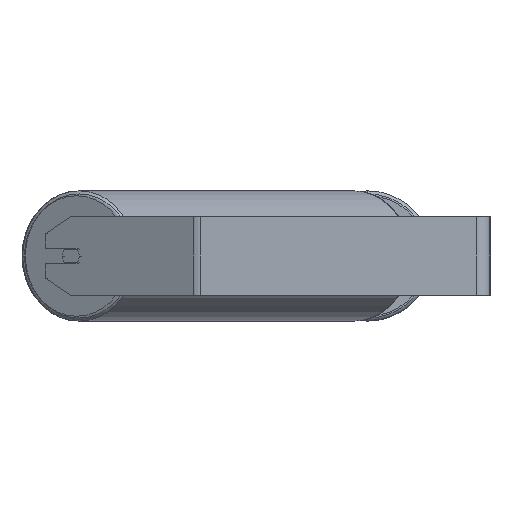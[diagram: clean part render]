
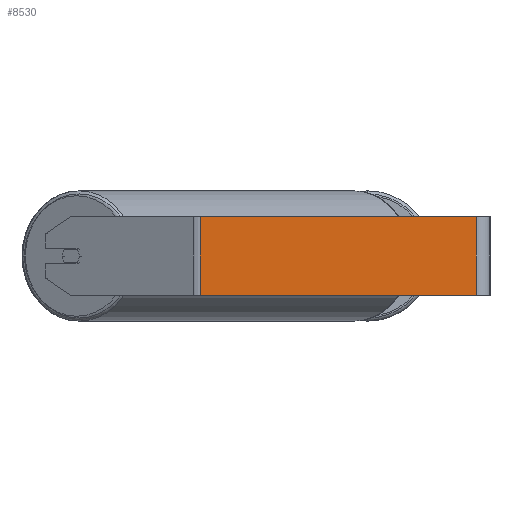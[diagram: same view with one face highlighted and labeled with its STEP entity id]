
A CAD part, left-side view. The second image highlights one B-rep face of the part: STEP entity #8530.
In plain terms, the highlighted planar face has unit normal (-1, 0, 0).
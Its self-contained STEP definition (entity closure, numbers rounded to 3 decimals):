
#911 = CARTESIAN_POINT ( 'NONE',  ( -900., 299.502, -40. ) ) ;
#1130 = ORIENTED_EDGE ( 'NONE', *, *, #3194, .T. ) ;
#1360 = DIRECTION ( 'NONE',  ( 0., -1., 0. ) ) ;
#1576 = LINE ( 'NONE', #2284, #7151 ) ;
#1846 = EDGE_CURVE ( 'NONE', #5465, #5196, #4284, .T. ) ;
#2026 = VECTOR ( 'NONE', #3614, 1000. ) ;
#2221 = EDGE_CURVE ( 'NONE', #5869, #5196, #1576, .T. ) ;
#2234 = VERTEX_POINT ( 'NONE', #7591 ) ;
#2284 = CARTESIAN_POINT ( 'NONE',  ( -900., 14., 40. ) ) ;
#2369 = ORIENTED_EDGE ( 'NONE', *, *, #2221, .F. ) ;
#2387 = PLANE ( 'NONE',  #8468 ) ;
#2446 = CARTESIAN_POINT ( 'NONE',  ( -900., 295.75, -40. ) ) ;
#2734 = LINE ( 'NONE', #4055, #6897 ) ;
#3194 = EDGE_CURVE ( 'NONE', #2234, #5465, #8430, .T. ) ;
#3614 = DIRECTION ( 'NONE',  ( 0., -1., 0. ) ) ;
#4055 = CARTESIAN_POINT ( 'NONE',  ( -900., 299.502, 40. ) ) ;
#4144 = EDGE_LOOP ( 'NONE', ( #6334, #2369, #4269, #1130 ) ) ;
#4178 = CARTESIAN_POINT ( 'NONE',  ( -900., 14., -40. ) ) ;
#4269 = ORIENTED_EDGE ( 'NONE', *, *, #4873, .F. ) ;
#4284 = LINE ( 'NONE', #911, #2026 ) ;
#4609 = VECTOR ( 'NONE', #5478, 1000. ) ;
#4873 = EDGE_CURVE ( 'NONE', #2234, #5869, #2734, .T. ) ;
#5196 = VERTEX_POINT ( 'NONE', #4178 ) ;
#5465 = VERTEX_POINT ( 'NONE', #2446 ) ;
#5478 = DIRECTION ( 'NONE',  ( 0., 0., -1. ) ) ;
#5563 = DIRECTION ( 'NONE',  ( 0., 0., -1. ) ) ;
#5751 = DIRECTION ( 'NONE',  ( 0., 0., -1. ) ) ;
#5869 = VERTEX_POINT ( 'NONE', #6596 ) ;
#6334 = ORIENTED_EDGE ( 'NONE', *, *, #1846, .T. ) ;
#6596 = CARTESIAN_POINT ( 'NONE',  ( -900., 14., 40. ) ) ;
#6897 = VECTOR ( 'NONE', #1360, 1000. ) ;
#7151 = VECTOR ( 'NONE', #5563, 1000. ) ;
#7160 = FACE_OUTER_BOUND ( 'NONE', #4144, .T. ) ;
#7591 = CARTESIAN_POINT ( 'NONE',  ( -900., 295.75, 40. ) ) ;
#7794 = CARTESIAN_POINT ( 'NONE',  ( -900., 299.502, 40. ) ) ;
#7830 = DIRECTION ( 'NONE',  ( 1., 0., 0. ) ) ;
#8430 = LINE ( 'NONE', #8653, #4609 ) ;
#8468 = AXIS2_PLACEMENT_3D ( 'NONE', #7794, #7830, #5751 ) ;
#8530 = ADVANCED_FACE ( 'NONE', ( #7160 ), #2387, .F. ) ;
#8653 = CARTESIAN_POINT ( 'NONE',  ( -900., 295.75, 40. ) ) ;
